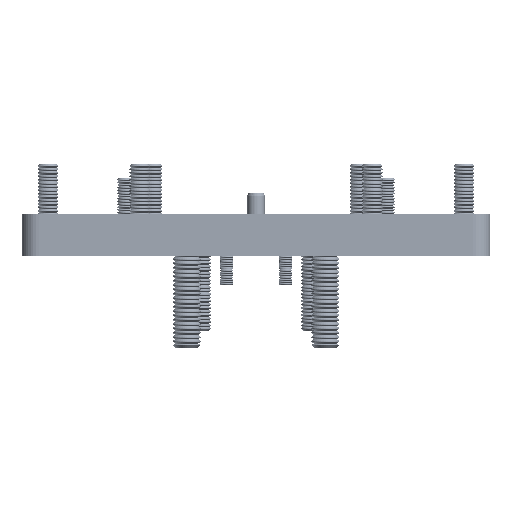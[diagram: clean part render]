
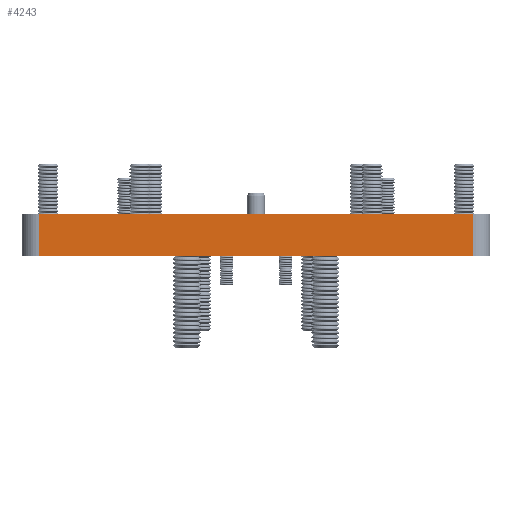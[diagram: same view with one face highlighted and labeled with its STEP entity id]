
A CAD part, front view. The second image highlights one B-rep face of the part: STEP entity #4243.
In plain terms, the highlighted face is planar.
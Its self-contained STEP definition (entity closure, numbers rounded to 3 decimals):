
#723 = LINE ( 'NONE', #41322, #5010 ) ;
#2986 = ORIENTED_EDGE ( 'NONE', *, *, #50305, .T. ) ;
#4243 = ADVANCED_FACE ( 'NONE', ( #74557 ), #76092, .F. ) ;
#5010 = VECTOR ( 'NONE', #30108, 1000. ) ;
#5637 = CARTESIAN_POINT ( 'NONE',  ( -67.5, 91., 0. ) ) ;
#6648 = VECTOR ( 'NONE', #47084, 1000. ) ;
#9506 = CARTESIAN_POINT ( 'NONE',  ( -67.5, 91., 12. ) ) ;
#9880 = ORIENTED_EDGE ( 'NONE', *, *, #12354, .F. ) ;
#10993 = VERTEX_POINT ( 'NONE', #56845 ) ;
#11731 = VECTOR ( 'NONE', #35418, 1000. ) ;
#12354 = EDGE_CURVE ( 'NONE', #63211, #73735, #32724, .T. ) ;
#14734 = CARTESIAN_POINT ( 'NONE',  ( 62.5, 91., 0. ) ) ;
#15295 = DIRECTION ( 'NONE',  ( -1., 0., 0. ) ) ;
#24319 = LINE ( 'NONE', #40557, #6648 ) ;
#27384 = DIRECTION ( 'NONE',  ( 0., -1., 0. ) ) ;
#30108 = DIRECTION ( 'NONE',  ( 0., 0., 1. ) ) ;
#32724 = LINE ( 'NONE', #9506, #36024 ) ;
#35418 = DIRECTION ( 'NONE',  ( -1., 0., 0. ) ) ;
#36024 = VECTOR ( 'NONE', #15295, 1000. ) ;
#39002 = CARTESIAN_POINT ( 'NONE',  ( -67.5, 91., 12. ) ) ;
#40557 = CARTESIAN_POINT ( 'NONE',  ( 62.5, 91., 12. ) ) ;
#41322 = CARTESIAN_POINT ( 'NONE',  ( -62.5, 91., 12. ) ) ;
#45891 = DIRECTION ( 'NONE',  ( 0., 0., -1. ) ) ;
#47084 = DIRECTION ( 'NONE',  ( 0., 0., -1. ) ) ;
#47613 = ORIENTED_EDGE ( 'NONE', *, *, #67599, .T. ) ;
#50305 = EDGE_CURVE ( 'NONE', #59123, #10993, #51644, .T. ) ;
#50557 = CARTESIAN_POINT ( 'NONE',  ( 62.5, 91., 12. ) ) ;
#50835 = EDGE_CURVE ( 'NONE', #63211, #59123, #24319, .T. ) ;
#51644 = LINE ( 'NONE', #5637, #11731 ) ;
#52587 = AXIS2_PLACEMENT_3D ( 'NONE', #39002, #27384, #45891 ) ;
#54948 = EDGE_LOOP ( 'NONE', ( #9880, #71889, #2986, #47613 ) ) ;
#56845 = CARTESIAN_POINT ( 'NONE',  ( -62.5, 91., 0. ) ) ;
#58789 = CARTESIAN_POINT ( 'NONE',  ( -62.5, 91., 12. ) ) ;
#59123 = VERTEX_POINT ( 'NONE', #14734 ) ;
#63211 = VERTEX_POINT ( 'NONE', #50557 ) ;
#67599 = EDGE_CURVE ( 'NONE', #10993, #73735, #723, .T. ) ;
#71889 = ORIENTED_EDGE ( 'NONE', *, *, #50835, .T. ) ;
#73735 = VERTEX_POINT ( 'NONE', #58789 ) ;
#74557 = FACE_OUTER_BOUND ( 'NONE', #54948, .T. ) ;
#76092 = PLANE ( 'NONE',  #52587 ) ;
